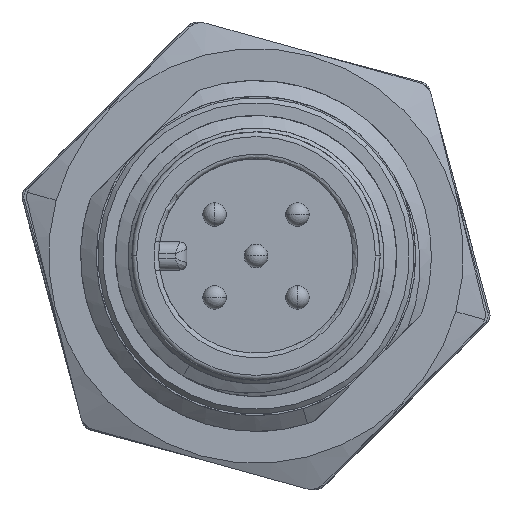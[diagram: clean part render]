
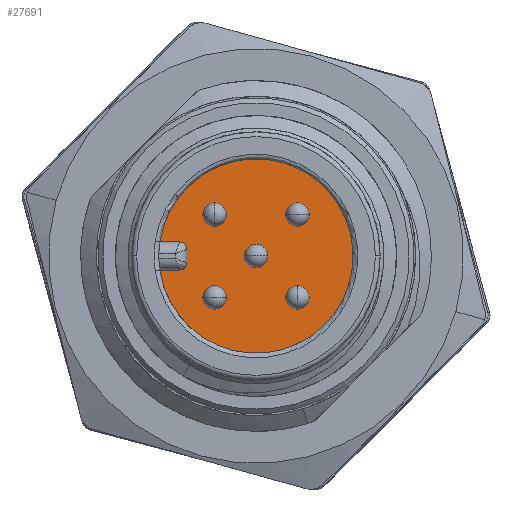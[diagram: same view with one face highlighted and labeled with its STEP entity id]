
A CAD part, left-side view. The second image highlights one B-rep face of the part: STEP entity #27691.
In plain terms, the highlighted planar face has unit normal (-1, 0, 0).
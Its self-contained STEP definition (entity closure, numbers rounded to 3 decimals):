
#11547=DIRECTION('',(0.,0.,-1.));
#11548=VECTOR('',#11547,0.6);
#11549=CARTESIAN_POINT('',(6.9,2.95,0.3));
#11550=LINE('',#11549,#11548);
#11590=DIRECTION('',(0.,-1.,0.));
#11591=VECTOR('',#11590,0.856);
#11592=CARTESIAN_POINT('',(6.9,4.106,0.6));
#11593=LINE('',#11592,#11591);
#11606=CARTESIAN_POINT('',(6.9,0.,0.));
#11607=DIRECTION('',(1.,0.,0.));
#11608=DIRECTION('',(0.,0.989,0.145));
#11609=AXIS2_PLACEMENT_3D('',#11606,#11607,#11608);
#11611=CARTESIAN_POINT('',(6.9,3.25,-0.3));
#11612=DIRECTION('',(-1.,0.,0.));
#11613=DIRECTION('',(0.,0.,-1.));
#11614=AXIS2_PLACEMENT_3D('',#11611,#11612,#11613);
#11616=CARTESIAN_POINT('',(6.9,3.25,0.3));
#11617=DIRECTION('',(-1.,0.,0.));
#11618=DIRECTION('',(0.,-1.,0.));
#11619=AXIS2_PLACEMENT_3D('',#11616,#11617,#11618);
#11629=DIRECTION('',(0.,1.,0.));
#11630=VECTOR('',#11629,0.856);
#11631=CARTESIAN_POINT('',(6.9,3.25,-0.6));
#11632=LINE('',#11631,#11630);
#11647=CARTESIAN_POINT('',(6.9,4.106,0.6));
#11648=CARTESIAN_POINT('',(6.9,3.25,0.6));
#11649=VERTEX_POINT('',#11647);
#11650=VERTEX_POINT('',#11648);
#11651=CARTESIAN_POINT('',(6.9,3.25,-0.6));
#11652=CARTESIAN_POINT('',(6.9,4.106,-0.6));
#11653=VERTEX_POINT('',#11651);
#11654=VERTEX_POINT('',#11652);
#11655=CARTESIAN_POINT('',(6.9,2.95,-0.3));
#11656=VERTEX_POINT('',#11655);
#11657=CARTESIAN_POINT('',(6.9,2.95,0.3));
#11658=VERTEX_POINT('',#11657);
#27677=CARTESIAN_POINT('',(6.9,-0.022,0.));
#27678=DIRECTION('',(1.,0.,0.));
#27679=DIRECTION('',(0.,1.,0.));
#27680=AXIS2_PLACEMENT_3D('',#27677,#27678,#27679);
#27681=PLANE('',#27680);
#27682=ORIENTED_EDGE('',*,*,#27645,.F.);
#27683=ORIENTED_EDGE('',*,*,#27283,.T.);
#27685=ORIENTED_EDGE('',*,*,#27684,.F.);
#27686=ORIENTED_EDGE('',*,*,#27468,.T.);
#27687=ORIENTED_EDGE('',*,*,#27491,.F.);
#27688=ORIENTED_EDGE('',*,*,#27624,.T.);
#27689=EDGE_LOOP('',(#27682,#27683,#27685,#27686,#27687,#27688));
#27690=FACE_OUTER_BOUND('',#27689,.F.);
#27691=ADVANCED_FACE('',(#27690),#27681,.F.);
#11610=CIRCLE('',#11609,4.15);
#11615=CIRCLE('',#11614,0.3);
#11620=CIRCLE('',#11619,0.3);
#27283=EDGE_CURVE('',#11649,#11654,#11610,.T.);
#27468=EDGE_CURVE('',#11653,#11656,#11615,.T.);
#27491=EDGE_CURVE('',#11658,#11656,#11550,.T.);
#27624=EDGE_CURVE('',#11658,#11650,#11620,.T.);
#27645=EDGE_CURVE('',#11649,#11650,#11593,.T.);
#27684=EDGE_CURVE('',#11653,#11654,#11632,.T.);
